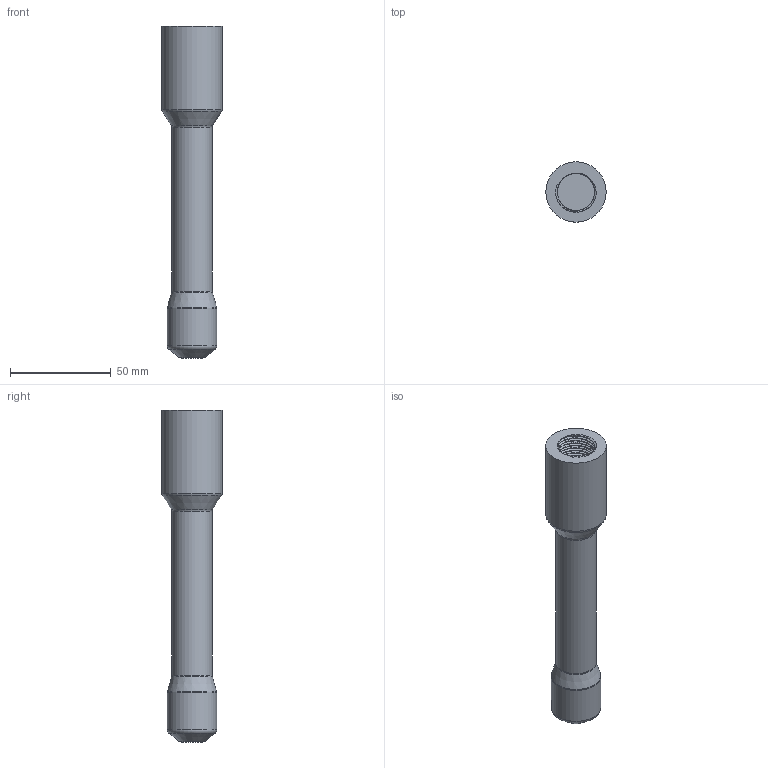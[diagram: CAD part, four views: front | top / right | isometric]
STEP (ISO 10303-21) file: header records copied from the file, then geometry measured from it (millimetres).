
FILE_DESCRIPTION(/* description */ (''),/* implementation_level */ '2;1');
FILE_NAME(/* name */ 'piston.step',/* time_stamp */ '2023-04-12T16:45:06+02:00',/* author */ (''),/* organization */ (''),/* preprocessor_version */ 'ST-DEVELOPER v19.2',/* originating_system */ 'Autodesk Translation Framework v11.17.0.187',/* authorisation */ '');
FILE_SCHEMA (('AUTOMOTIVE_DESIGN { 1 0 10303 214 3 1 1 }'));
Length unit declared in the file: millimetre
Products named in the file (1): piston
Bounding box: 30 x 30 x 165 mm (x, y, z)
Volume: 61822.2 mm3; surface area: 17229.7 mm2
Topology: 1 solids, 1 shells, 73 faces, 199 edges, 129 vertices
Faces by surface type: cylinder 59, torus 6, plane 3, cone 3, bspline 2
Full cylindrical faces by diameter (mm): 18.526 x26, 20 x1, 20.203 x26, 24.6 x1, 30 x1
Entity records: 8301 total; most frequent: CARTESIAN_POINT 6637, ORIENTED_EDGE 398, DIRECTION 252, EDGE_CURVE 199, VERTEX_POINT 129, B_SPLINE_CURVE_WITH_KNOTS 115, AXIS2_PLACEMENT_3D 96, EDGE_LOOP 74
